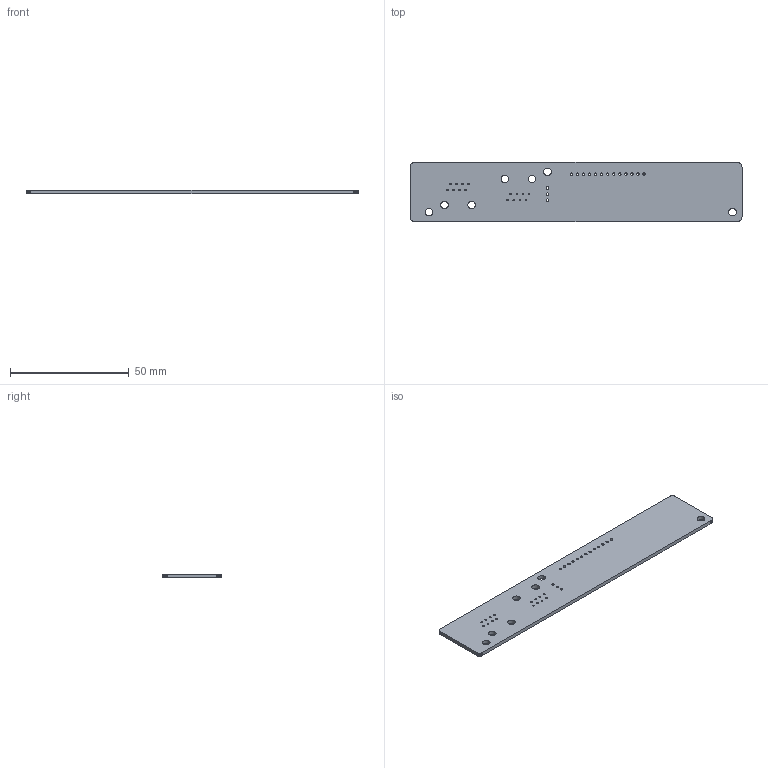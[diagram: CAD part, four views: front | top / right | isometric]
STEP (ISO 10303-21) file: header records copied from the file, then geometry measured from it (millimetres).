
FILE_DESCRIPTION(('KiCad electronic assembly'),'2;1');
FILE_NAME('ws2811-driver-12.step','2023-11-28T21:43:38',('Pcbnew'),( 'Kicad'),'Open CASCADE STEP processor 7.5','KiCad to STEP converter' ,'Unknown');
FILE_SCHEMA(('AUTOMOTIVE_DESIGN { 1 0 10303 214 1 1 1 1 }'));
Length unit declared in the file: millimetre
Products named in the file (2): ws2811-driver-12 1; ws2811-driver-12 PCB
Assembly tree (1 placements, depth 2):
  ws2811-driver-12 1
    ws2811-driver-12 PCB
Bounding box: 140 x 25 x 1.6 mm (x, y, z)
Volume: 5472.6 mm3; surface area: 7617.4 mm2
Topology: 1 solids, 1 shells, 89 faces, 261 edges, 174 vertices
Faces by surface type: plane 50, cylinder 39
Full cylindrical faces by diameter (mm): 0.76 x16, 1 x16, 3.2 x7
Entity records: 6803 total; most frequent: CARTESIAN_POINT 1516, DIRECTION 965, LINE 627, VECTOR 627, ORIENTED_EDGE 522, PCURVE 522, DEFINITIONAL_REPRESENTATION 522, EDGE_CURVE 261
